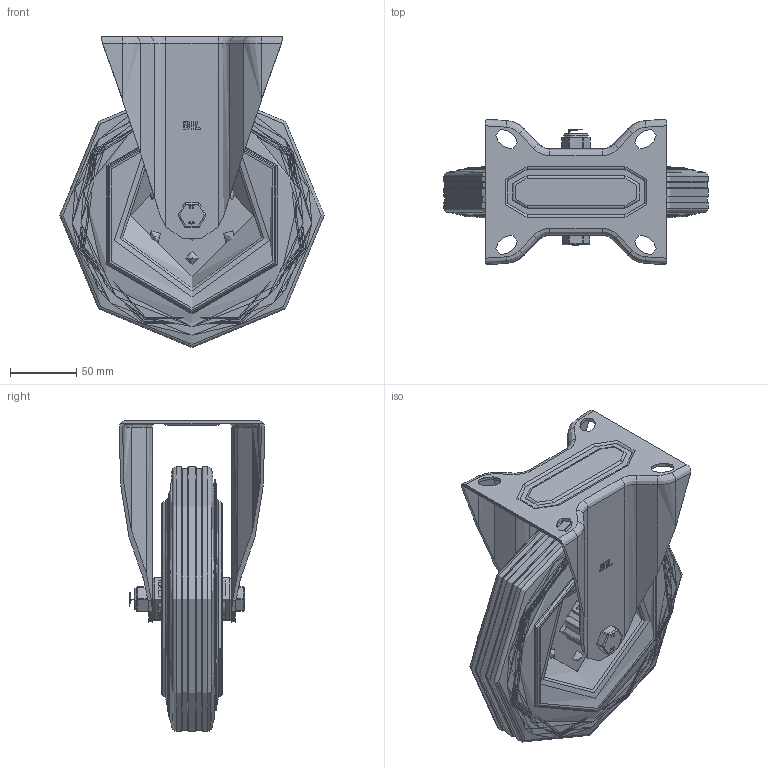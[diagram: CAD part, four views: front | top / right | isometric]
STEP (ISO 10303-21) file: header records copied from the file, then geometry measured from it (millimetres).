
FILE_DESCRIPTION(/* description */ (''),/* implementation_level */ '2;1');
FILE_NAME(/* name */ 'BZMMF200BSB.step',/* time_stamp */ '2024-06-24T11:59:03+01:00',/* author */ (''),/* organization */ (''),/* preprocessor_version */ 'ST-DEVELOPER v20',/* originating_system */ 'Autodesk Translation Framework v13.14.0.145',/* authorisation */ '');
FILE_SCHEMA (('AUTOMOTIVE_DESIGN { 1 0 10303 214 3 1 1 }'));
Length unit declared in the file: millimetre
Products named in the file (20): BZMMF200BSB; BZMMF200AS/LITE v4; ZINC PLATED, PRESSED STEELM BRACKET; BZH200WBSRB v1; RUBBER TYRE; STEEL RIM; STEEL RIM Geometry; BOLTS; Component12; ROLLER BEARIING; CAGE; RIBS; TUBEM20X60 v1; ZINC PLATED STEEL TUBE; HEXBOLTM12X80Z8.8 v2; GRADE 8.8 ZINC PLATED BOLT; NYLOCM12Z v1; NYLOC NUT; NUT; RUBBER
Assembly tree (24 placements, depth 5):
  BZMMF200BSB
    BZMMF200AS/LITE v4
      ZINC PLATED, PRESSED STEELM BRACKET
    BZH200WBSRB v1
      RUBBER TYRE
      STEEL RIM
        STEEL RIM Geometry
        BOLTS
          Component12  x6
      ROLLER BEARIING
        CAGE
        RIBS
    TUBEM20X60 v1
      ZINC PLATED STEEL TUBE
    HEXBOLTM12X80Z8.8 v2
      GRADE 8.8 ZINC PLATED BOLT
    NYLOCM12Z v1
      NYLOC NUT
        NUT
        RUBBER
Bounding box: 200 x 109.89 x 235 mm (x, y, z)
Volume: 1019536.3 mm3; surface area: 255009.1 mm2
Topology: 24 solids, 24 shells, 661 faces, 1569 edges, 979 vertices
Faces by surface type: plane 241, cylinder 198, bspline 94, cone 57, torus 53, sphere 18
Full cylindrical faces by diameter (mm): 5 x22, 9.836 x18, 11.834 x18, 12 x3, 12.25 x2, 12.5 x1, 14 x2, 18 x1, 18.5 x1, 19.9 x1, 20.2 x2, 21 x1, 28 x1, 30 x1, 95.676 x2, 123.5 x4, 198 x2, 200 x3
Entity records: 27730 total; most frequent: CARTESIAN_POINT 12793, ORIENTED_EDGE 3048, DIRECTION 2923, EDGE_CURVE 1524, AXIS2_PLACEMENT_3D 1094, VERTEX_POINT 949, LINE 735, VECTOR 735
